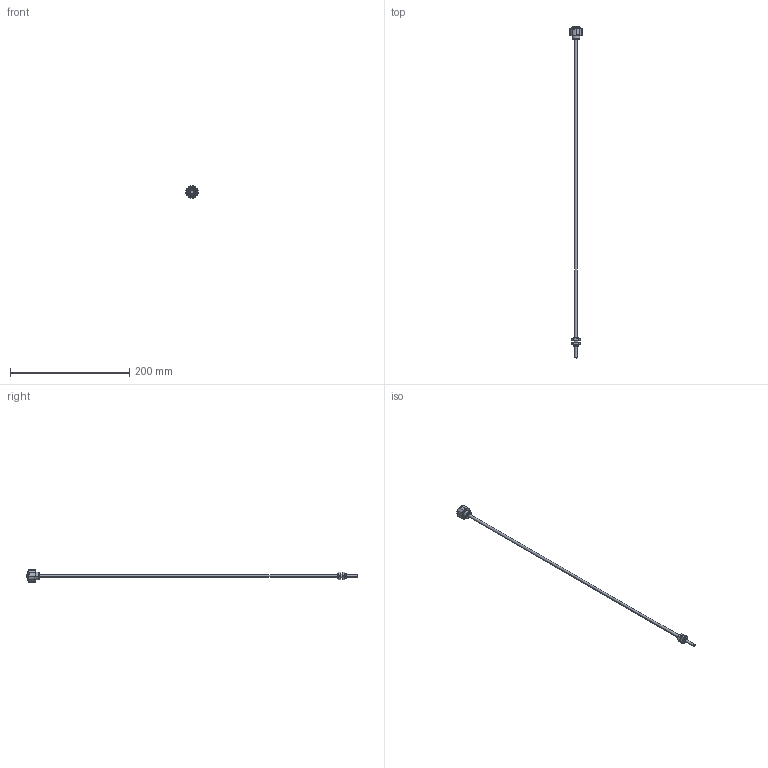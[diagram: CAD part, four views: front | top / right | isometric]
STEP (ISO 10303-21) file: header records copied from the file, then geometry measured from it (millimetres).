
FILE_DESCRIPTION((''),'2;1');
FILE_NAME('DB_CAD3212_LCR_18_3_2_0_5_K2','2020-03-02T08:29:55',('cludewig'),(''),'CREO PARAMETRIC BY PTC INC, 2019292','CREO PARAMETRIC BY PTC INC, 2019292','');
FILE_SCHEMA(('CONFIG_CONTROL_DESIGN','SHAPE_APPEARANCE_LAYERS_GROUPS'));
Length unit declared in the file: millimetre
Products named in the file (1): DB_CAD3212_LCR_18_3_2_0_5_K2
Bounding box: 20.6 x 557.6 x 20.6 mm (x, y, z)
Volume: 15216.2 mm3; surface area: 13239.7 mm2
Topology: 2 solids, 2 shells, 180 faces, 464 edges, 297 vertices
Faces by surface type: plane 60, cylinder 60, cone 44, torus 16
Entity records: 7029 total; most frequent: CARTESIAN_POINT 1631, DIRECTION 956, ORIENTED_EDGE 920, EDGE_CURVE 460, AXIS2_PLACEMENT_3D 398, VERTEX_POINT 297, CIRCLE 218, EDGE_LOOP 201
